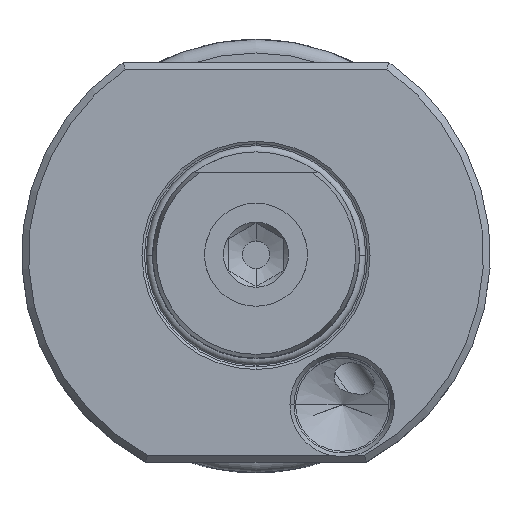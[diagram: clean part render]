
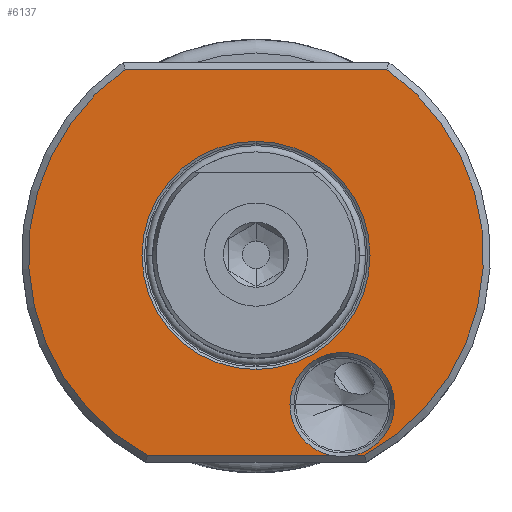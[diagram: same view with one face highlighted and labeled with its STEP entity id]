
A CAD part, top view. The second image highlights one B-rep face of the part: STEP entity #6137.
In plain terms, the highlighted planar face has unit normal (0, 0, 1).
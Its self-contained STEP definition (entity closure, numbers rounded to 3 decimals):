
#796=CARTESIAN_POINT('',(0,0,0.5));
#797=DIRECTION('',(0,0,1));
#798=DIRECTION('',(0,1,0));
#799=AXIS2_PLACEMENT_3D('',#796,#797,#798);
#801=CARTESIAN_POINT('',(0,0,0.5));
#802=DIRECTION('',(0,0,-1));
#803=DIRECTION('',(0,1,0));
#804=AXIS2_PLACEMENT_3D('',#801,#802,#803);
#806=DIRECTION('',(-1,0,0));
#807=VECTOR('',#806,37.947);
#808=CARTESIAN_POINT('',(18.974,27,0.5));
#809=LINE('',#808,#807);
#810=CARTESIAN_POINT('',(0,0,0.5));
#811=DIRECTION('',(0,0,1));
#812=DIRECTION('',(0.477,-0.879,0));
#813=AXIS2_PLACEMENT_3D('',#810,#811,#812);
#815=DIRECTION('',(1,0,0));
#816=VECTOR('',#815,1.403);
#817=CARTESIAN_POINT('',(14.345,-29,0.5));
#818=LINE('',#817,#816);
#819=CARTESIAN_POINT('',(12.5,-21.651,0.5));
#820=DIRECTION('',(0,0,1));
#821=DIRECTION('',(0.244,-0.97,0));
#822=AXIS2_PLACEMENT_3D('',#819,#820,#821);
#824=CARTESIAN_POINT('',(12.5,-21.651,0.5));
#825=DIRECTION('',(0,0,1));
#826=DIRECTION('',(1,0,0));
#827=AXIS2_PLACEMENT_3D('',#824,#825,#826);
#829=CARTESIAN_POINT('',(12.5,-21.651,0.5));
#830=DIRECTION('',(0,0,1));
#831=DIRECTION('',(-1,0,0));
#832=AXIS2_PLACEMENT_3D('',#829,#830,#831);
#834=DIRECTION('',(1,0,0));
#835=VECTOR('',#834,26.403);
#836=CARTESIAN_POINT('',(-15.748,-29,0.5));
#837=LINE('',#836,#835);
#838=CARTESIAN_POINT('',(0,0,0.5));
#839=DIRECTION('',(0,0,1));
#840=DIRECTION('',(-0.575,0.818,0));
#841=AXIS2_PLACEMENT_3D('',#838,#839,#840);
#843=CARTESIAN_POINT('',(-18.974,27,0.5));
#853=CARTESIAN_POINT('',(-15.748,-29,0.5));
#3447=CARTESIAN_POINT('',(18.974,27,0.5));
#3449=CARTESIAN_POINT('',(15.748,-29,0.5));
#4497=CARTESIAN_POINT('',(0,16.55,0.5));
#4499=VERTEX_POINT('',#4497);
#4503=CARTESIAN_POINT('',(0,-16.55,0.5));
#4505=VERTEX_POINT('',#4503);
#4701=CARTESIAN_POINT('',(20.078,-21.651,0.5));
#4702=CARTESIAN_POINT('',(4.923,-21.651,0.5));
#4703=VERTEX_POINT('',#4701);
#4704=VERTEX_POINT('',#4702);
#5218=VERTEX_POINT('',#843);
#5222=VERTEX_POINT('',#3447);
#5228=VERTEX_POINT('',#3449);
#5230=CARTESIAN_POINT('',(14.345,-29,0.5));
#5231=VERTEX_POINT('',#5230);
#5233=VERTEX_POINT('',#853);
#5234=CARTESIAN_POINT('',(10.655,-29,0.5));
#5235=VERTEX_POINT('',#5234);
#6110=CARTESIAN_POINT('',(0,0,0.5));
#6111=DIRECTION('',(0,0,-1));
#6112=DIRECTION('',(0,-1,0));
#6113=AXIS2_PLACEMENT_3D('',#6110,#6111,#6112);
#6114=PLANE('',#6113);
#6116=ORIENTED_EDGE('',*,*,#6115,.F.);
#6118=ORIENTED_EDGE('',*,*,#6117,.F.);
#6120=ORIENTED_EDGE('',*,*,#6119,.F.);
#6122=ORIENTED_EDGE('',*,*,#6121,.T.);
#6124=ORIENTED_EDGE('',*,*,#6123,.T.);
#6126=ORIENTED_EDGE('',*,*,#6125,.T.);
#6128=ORIENTED_EDGE('',*,*,#6127,.F.);
#6130=ORIENTED_EDGE('',*,*,#6129,.F.);
#6131=EDGE_LOOP('',(#6116,#6118,#6120,#6122,#6124,#6126,#6128,#6130));
#6132=FACE_OUTER_BOUND('',#6131,.F.);
#6133=ORIENTED_EDGE('',*,*,#6092,.T.);
#6134=ORIENTED_EDGE('',*,*,#6103,.F.);
#6135=EDGE_LOOP('',(#6133,#6134));
#6136=FACE_BOUND('',#6135,.F.);
#6137=ADVANCED_FACE('',(#6132,#6136),#6114,.F.);
#800=CIRCLE('',#799,16.55);
#805=CIRCLE('',#804,16.55);
#814=CIRCLE('',#813,33);
#823=CIRCLE('',#822,7.578);
#828=CIRCLE('',#827,7.578);
#833=CIRCLE('',#832,7.578);
#842=CIRCLE('',#841,33);
#6092=EDGE_CURVE('',#4499,#4505,#800,.T.);
#6103=EDGE_CURVE('',#4499,#4505,#805,.T.);
#6115=EDGE_CURVE('',#5222,#5218,#809,.T.);
#6117=EDGE_CURVE('',#5228,#5222,#814,.T.);
#6119=EDGE_CURVE('',#5231,#5228,#818,.T.);
#6121=EDGE_CURVE('',#5231,#4703,#823,.T.);
#6123=EDGE_CURVE('',#4703,#4704,#828,.T.);
#6125=EDGE_CURVE('',#4704,#5235,#833,.T.);
#6127=EDGE_CURVE('',#5233,#5235,#837,.T.);
#6129=EDGE_CURVE('',#5218,#5233,#842,.T.);
